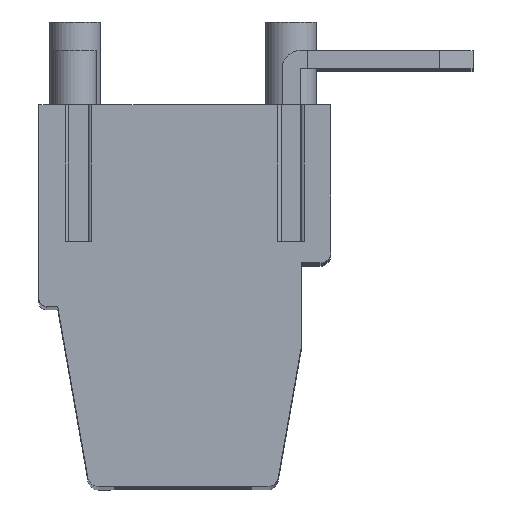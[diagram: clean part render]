
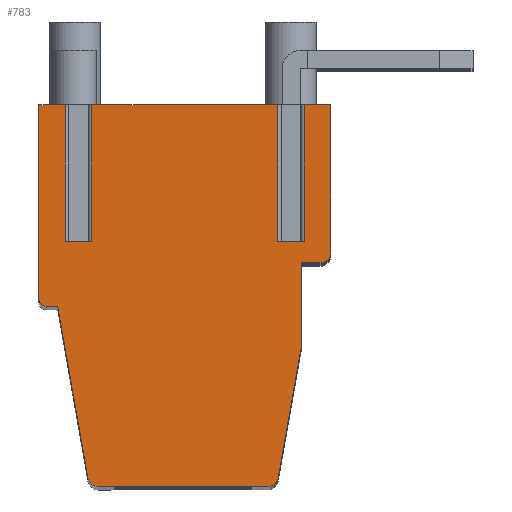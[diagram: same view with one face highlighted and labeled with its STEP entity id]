
A CAD part, top view. The second image highlights one B-rep face of the part: STEP entity #783.
In plain terms, the highlighted planar face has unit normal (0, 0, 1).
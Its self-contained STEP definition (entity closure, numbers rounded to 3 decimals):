
#783 = ADVANCED_FACE( '', ( #2026 ), #2027, .F. );
#2026 = FACE_OUTER_BOUND( '', #3790, .T. );
#2027 = PLANE( '', #3791 );
#3790 = EDGE_LOOP( '', ( #6169, #6170, #6171, #6172, #6173, #6174, #6175, #6176, #6177, #6178, #6179, #6180, #6181, #6182, #6183, #6184, #6185, #6186, #6187, #6188, #6189 ) );
#3791 = AXIS2_PLACEMENT_3D( '', #6190, #6191, #6192 );
#6169 = ORIENTED_EDGE( '', *, *, #11074, .T. );
#6170 = ORIENTED_EDGE( '', *, *, #11075, .T. );
#6171 = ORIENTED_EDGE( '', *, *, #11076, .T. );
#6172 = ORIENTED_EDGE( '', *, *, #11077, .T. );
#6173 = ORIENTED_EDGE( '', *, *, #11078, .T. );
#6174 = ORIENTED_EDGE( '', *, *, #11079, .F. );
#6175 = ORIENTED_EDGE( '', *, *, #11023, .T. );
#6176 = ORIENTED_EDGE( '', *, *, #11080, .T. );
#6177 = ORIENTED_EDGE( '', *, *, #11081, .T. );
#6178 = ORIENTED_EDGE( '', *, *, #11082, .F. );
#6179 = ORIENTED_EDGE( '', *, *, #11083, .T. );
#6180 = ORIENTED_EDGE( '', *, *, #11084, .T. );
#6181 = ORIENTED_EDGE( '', *, *, #11085, .T. );
#6182 = ORIENTED_EDGE( '', *, *, #11086, .T. );
#6183 = ORIENTED_EDGE( '', *, *, #11087, .T. );
#6184 = ORIENTED_EDGE( '', *, *, #11088, .F. );
#6185 = ORIENTED_EDGE( '', *, *, #10885, .F. );
#6186 = ORIENTED_EDGE( '', *, *, #11089, .T. );
#6187 = ORIENTED_EDGE( '', *, *, #11090, .T. );
#6188 = ORIENTED_EDGE( '', *, *, #11091, .T. );
#6189 = ORIENTED_EDGE( '', *, *, #11092, .T. );
#6190 = CARTESIAN_POINT( '', ( -29.048, 1.043, -2.5 ) );
#6191 = DIRECTION( '', ( 0., 0., -1. ) );
#6192 = DIRECTION( '', ( 0., -1., 0. ) );
#10885 = EDGE_CURVE( '', #13253, #13255, #13256, .T. );
#11023 = EDGE_CURVE( '', #13487, #13492, #13494, .T. );
#11074 = EDGE_CURVE( '', #13581, #13582, #13583, .T. );
#11075 = EDGE_CURVE( '', #13582, #13584, #13585, .T. );
#11076 = EDGE_CURVE( '', #13584, #13586, #13587, .T. );
#11077 = EDGE_CURVE( '', #13586, #13588, #13589, .F. );
#11078 = EDGE_CURVE( '', #13588, #13590, #13591, .T. );
#11079 = EDGE_CURVE( '', #13487, #13590, #13592, .T. );
#11080 = EDGE_CURVE( '', #13492, #13593, #13594, .T. );
#11081 = EDGE_CURVE( '', #13593, #13595, #13596, .T. );
#11082 = EDGE_CURVE( '', #13597, #13595, #13598, .T. );
#11083 = EDGE_CURVE( '', #13597, #13599, #13600, .T. );
#11084 = EDGE_CURVE( '', #13599, #13601, #13602, .T. );
#11085 = EDGE_CURVE( '', #13601, #13603, #13604, .T. );
#11086 = EDGE_CURVE( '', #13603, #13605, #13606, .T. );
#11087 = EDGE_CURVE( '', #13605, #13607, #13608, .T. );
#11088 = EDGE_CURVE( '', #13255, #13607, #13609, .T. );
#11089 = EDGE_CURVE( '', #13253, #13610, #13611, .T. );
#11090 = EDGE_CURVE( '', #13610, #13612, #13613, .T. );
#11091 = EDGE_CURVE( '', #13612, #13614, #13615, .T. );
#11092 = EDGE_CURVE( '', #13614, #13581, #13616, .F. );
#13253 = VERTEX_POINT( '', #16665 );
#13255 = VERTEX_POINT( '', #16668 );
#13256 = LINE( '', #16669, #16670 );
#13487 = VERTEX_POINT( '', #16994 );
#13492 = VERTEX_POINT( '', #17000 );
#13494 = CIRCLE( '', #17003, 0.198 );
#13581 = VERTEX_POINT( '', #17127 );
#13582 = VERTEX_POINT( '', #17128 );
#13583 = LINE( '', #17129, #17130 );
#13584 = VERTEX_POINT( '', #17131 );
#13585 = LINE( '', #17132, #17133 );
#13586 = VERTEX_POINT( '', #17134 );
#13587 = LINE( '', #17135, #17136 );
#13588 = VERTEX_POINT( '', #17137 );
#13589 = LINE( '', #17138, #17139 );
#13590 = VERTEX_POINT( '', #17140 );
#13591 = LINE( '', #17141, #17142 );
#13592 = LINE( '', #17143, #17144 );
#13593 = VERTEX_POINT( '', #17145 );
#13594 = LINE( '', #17146, #17147 );
#13595 = VERTEX_POINT( '', #17148 );
#13596 = LINE( '', #17149, #17150 );
#13597 = VERTEX_POINT( '', #17151 );
#13598 = CIRCLE( '', #17152, 0.298 );
#13599 = VERTEX_POINT( '', #17153 );
#13600 = LINE( '', #17154, #17155 );
#13601 = VERTEX_POINT( '', #17156 );
#13602 = CIRCLE( '', #17157, 0.298 );
#13603 = VERTEX_POINT( '', #17158 );
#13604 = LINE( '', #17159, #17160 );
#13605 = VERTEX_POINT( '', #17161 );
#13606 = LINE( '', #17162, #17163 );
#13607 = VERTEX_POINT( '', #17164 );
#13608 = LINE( '', #17165, #17166 );
#13609 = CIRCLE( '', #17167, 0.298 );
#13610 = VERTEX_POINT( '', #17168 );
#13611 = LINE( '', #17169, #17170 );
#13612 = VERTEX_POINT( '', #17171 );
#13613 = LINE( '', #17172, #17173 );
#13614 = VERTEX_POINT( '', #17174 );
#13615 = LINE( '', #17175, #17176 );
#13616 = LINE( '', #17177, #17178 );
#16665 = CARTESIAN_POINT( '', ( -24.95, 1.043, -2.5 ) );
#16668 = CARTESIAN_POINT( '', ( -24.95, -3.055, -2.5 ) );
#16669 = CARTESIAN_POINT( '', ( -24.95, 1.043, -2.5 ) );
#16670 = VECTOR( '', #20472, 1000. );
#16994 = CARTESIAN_POINT( '', ( -33.046, -4.355, -2.5 ) );
#17000 = CARTESIAN_POINT( '', ( -32.848, -4.553, -2.5 ) );
#17003 = AXIS2_PLACEMENT_3D( '', #20622, #20623, #20624 );
#17127 = CARTESIAN_POINT( '', ( -26.42, 1.043, -2.5 ) );
#17128 = CARTESIAN_POINT( '', ( -31.58, 1.043, -2.5 ) );
#17129 = CARTESIAN_POINT( '', ( -29.048, 1.043, -2.5 ) );
#17130 = VECTOR( '', #20671, 1000. );
#17131 = CARTESIAN_POINT( '', ( -31.58, -2.757, -2.5 ) );
#17132 = CARTESIAN_POINT( '', ( -31.58, 1.043, -2.5 ) );
#17133 = VECTOR( '', #20672, 1000. );
#17134 = CARTESIAN_POINT( '', ( -32.32, -2.757, -2.5 ) );
#17135 = CARTESIAN_POINT( '', ( -31.63, -2.757, -2.5 ) );
#17136 = VECTOR( '', #20673, 1000. );
#17137 = CARTESIAN_POINT( '', ( -32.32, 1.043, -2.5 ) );
#17138 = CARTESIAN_POINT( '', ( -32.32, 1.043, -2.5 ) );
#17139 = VECTOR( '', #20674, 1000. );
#17140 = CARTESIAN_POINT( '', ( -33.046, 1.043, -2.5 ) );
#17141 = CARTESIAN_POINT( '', ( -29.048, 1.043, -2.5 ) );
#17142 = VECTOR( '', #20675, 1000. );
#17143 = CARTESIAN_POINT( '', ( -33.046, -4.355, -2.5 ) );
#17144 = VECTOR( '', #20676, 1000. );
#17145 = CARTESIAN_POINT( '', ( -32.527, -4.553, -2.5 ) );
#17146 = CARTESIAN_POINT( '', ( -32.848, -4.553, -2.5 ) );
#17147 = VECTOR( '', #20677, 1000. );
#17148 = CARTESIAN_POINT( '', ( -31.695, -9.275, -2.5 ) );
#17149 = CARTESIAN_POINT( '', ( -32.527, -4.553, -2.5 ) );
#17150 = VECTOR( '', #20678, 1000. );
#17151 = CARTESIAN_POINT( '', ( -31.398, -9.558, -2.5 ) );
#17152 = AXIS2_PLACEMENT_3D( '', #20679, #20680, #20681 );
#17153 = CARTESIAN_POINT( '', ( -26.698, -9.558, -2.5 ) );
#17154 = CARTESIAN_POINT( '', ( -31.398, -9.558, -2.5 ) );
#17155 = VECTOR( '', #20682, 1000. );
#17156 = CARTESIAN_POINT( '', ( -26.401, -9.275, -2.5 ) );
#17157 = AXIS2_PLACEMENT_3D( '', #20683, #20684, #20685 );
#17158 = CARTESIAN_POINT( '', ( -25.764, -5.661, -2.5 ) );
#17159 = CARTESIAN_POINT( '', ( -26.405, -9.298, -2.5 ) );
#17160 = VECTOR( '', #20686, 1000. );
#17161 = CARTESIAN_POINT( '', ( -25.764, -3.353, -2.5 ) );
#17162 = CARTESIAN_POINT( '', ( -25.764, -5.661, -2.5 ) );
#17163 = VECTOR( '', #20687, 1000. );
#17164 = CARTESIAN_POINT( '', ( -25.248, -3.353, -2.5 ) );
#17165 = CARTESIAN_POINT( '', ( -25.764, -3.353, -2.5 ) );
#17166 = VECTOR( '', #20688, 1000. );
#17167 = AXIS2_PLACEMENT_3D( '', #20689, #20690, #20691 );
#17168 = CARTESIAN_POINT( '', ( -25.68, 1.043, -2.5 ) );
#17169 = CARTESIAN_POINT( '', ( -29.048, 1.043, -2.5 ) );
#17170 = VECTOR( '', #20692, 1000. );
#17171 = CARTESIAN_POINT( '', ( -25.68, -2.757, -2.5 ) );
#17172 = CARTESIAN_POINT( '', ( -25.68, 1.043, -2.5 ) );
#17173 = VECTOR( '', #20693, 1000. );
#17174 = CARTESIAN_POINT( '', ( -26.42, -2.757, -2.5 ) );
#17175 = CARTESIAN_POINT( '', ( -25.73, -2.757, -2.5 ) );
#17176 = VECTOR( '', #20694, 1000. );
#17177 = CARTESIAN_POINT( '', ( -26.42, 1.043, -2.5 ) );
#17178 = VECTOR( '', #20695, 1000. );
#20472 = DIRECTION( '', ( 0., -1., 0. ) );
#20622 = CARTESIAN_POINT( '', ( -32.848, -4.355, -2.5 ) );
#20623 = DIRECTION( '', ( 0., 0., 1. ) );
#20624 = DIRECTION( '', ( -1., 0., 0. ) );
#20671 = DIRECTION( '', ( -1., 0., 0. ) );
#20672 = DIRECTION( '', ( 0., -1., 0. ) );
#20673 = DIRECTION( '', ( -1., 0., 0. ) );
#20674 = DIRECTION( '', ( 0., -1., 0. ) );
#20675 = DIRECTION( '', ( -1., 0., 0. ) );
#20676 = DIRECTION( '', ( 0., 1., 0. ) );
#20677 = DIRECTION( '', ( 1., 0., 0. ) );
#20678 = DIRECTION( '', ( 0.174, -0.985, 0. ) );
#20679 = CARTESIAN_POINT( '', ( -31.398, -9.26, -2.5 ) );
#20680 = DIRECTION( '', ( 0., 0., -1. ) );
#20681 = DIRECTION( '', ( 0., -1., 0. ) );
#20682 = DIRECTION( '', ( 1., 0., 0. ) );
#20683 = CARTESIAN_POINT( '', ( -26.698, -9.26, -2.5 ) );
#20684 = DIRECTION( '', ( 0., 0., 1. ) );
#20685 = DIRECTION( '', ( 0., -1., 0. ) );
#20686 = DIRECTION( '', ( 0.174, 0.985, 0. ) );
#20687 = DIRECTION( '', ( 0., 1., 0. ) );
#20688 = DIRECTION( '', ( 1., 0., 0. ) );
#20689 = CARTESIAN_POINT( '', ( -25.248, -3.055, -2.5 ) );
#20690 = DIRECTION( '', ( 0., 0., -1. ) );
#20691 = DIRECTION( '', ( 1., 0., 0. ) );
#20692 = DIRECTION( '', ( -1., 0., 0. ) );
#20693 = DIRECTION( '', ( 0., -1., 0. ) );
#20694 = DIRECTION( '', ( -1., 0., 0. ) );
#20695 = DIRECTION( '', ( 0., -1., 0. ) );
